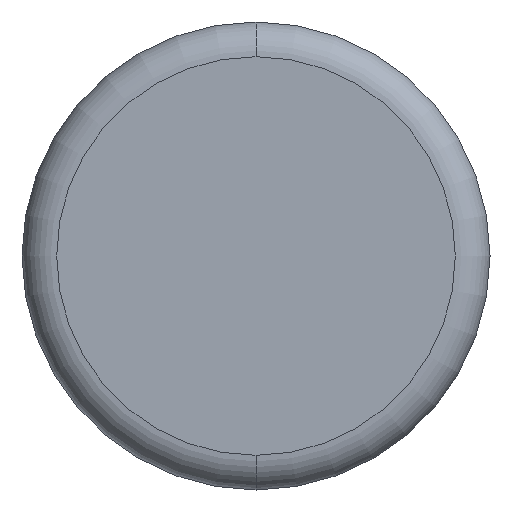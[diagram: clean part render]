
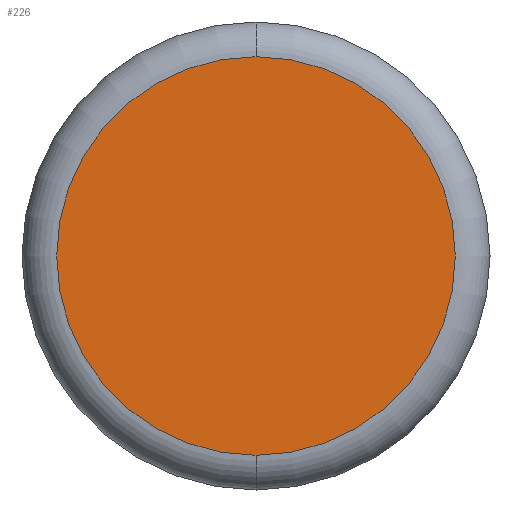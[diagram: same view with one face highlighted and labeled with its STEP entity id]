
A CAD part, front view. The second image highlights one B-rep face of the part: STEP entity #226.
In plain terms, the highlighted planar face has unit normal (0, -1, 0).
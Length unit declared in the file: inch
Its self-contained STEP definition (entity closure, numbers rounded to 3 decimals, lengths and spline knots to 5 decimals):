
#22 = DIRECTION ( 'NONE',  ( 0., -1., 0. ) ) ;
#50 = CARTESIAN_POINT ( 'NONE',  ( 0., 0., 0. ) ) ;
#52 = DIRECTION ( 'NONE',  ( 0., -1., 0. ) ) ;
#54 = CARTESIAN_POINT ( 'NONE',  ( 0., 0., 0.00575 ) ) ;
#55 = EDGE_CURVE ( 'NONE', #245, #83, #168, .T. ) ;
#75 = CARTESIAN_POINT ( 'NONE',  ( 0., 0., 0. ) ) ;
#83 = VERTEX_POINT ( 'NONE', #252 ) ;
#96 = DIRECTION ( 'NONE',  ( 0., 0., 1. ) ) ;
#101 = PLANE ( 'NONE',  #280 ) ;
#139 = EDGE_CURVE ( 'NONE', #83, #245, #207, .T. ) ;
#154 = ORIENTED_EDGE ( 'NONE', *, *, #55, .T. ) ;
#157 = CARTESIAN_POINT ( 'NONE',  ( 0., 0., 0. ) ) ;
#168 = CIRCLE ( 'NONE', #279, 0.00575 ) ;
#207 = CIRCLE ( 'NONE', #210, 0.00575 ) ;
#210 = AXIS2_PLACEMENT_3D ( 'NONE', #157, #52, #274 ) ;
#218 = EDGE_LOOP ( 'NONE', ( #154, #266 ) ) ;
#226 = ADVANCED_FACE ( 'NONE', ( #251 ), #101, .F. ) ;
#236 = DIRECTION ( 'NONE',  ( 0., 1., 0. ) ) ;
#238 = DIRECTION ( 'NONE',  ( 0., 0., 1. ) ) ;
#245 = VERTEX_POINT ( 'NONE', #54 ) ;
#251 = FACE_OUTER_BOUND ( 'NONE', #218, .T. ) ;
#252 = CARTESIAN_POINT ( 'NONE',  ( 0., 0., -0.00575 ) ) ;
#266 = ORIENTED_EDGE ( 'NONE', *, *, #139, .T. ) ;
#274 = DIRECTION ( 'NONE',  ( 0., 0., 1. ) ) ;
#279 = AXIS2_PLACEMENT_3D ( 'NONE', #50, #22, #96 ) ;
#280 = AXIS2_PLACEMENT_3D ( 'NONE', #75, #236, #238 ) ;
